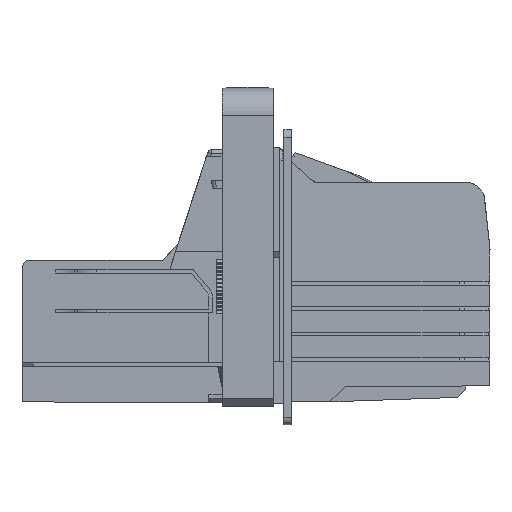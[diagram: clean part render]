
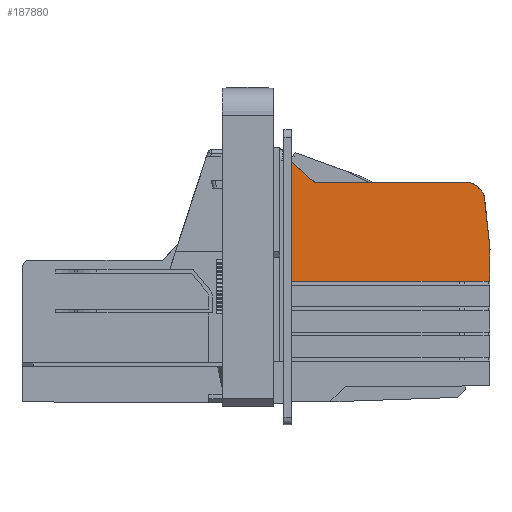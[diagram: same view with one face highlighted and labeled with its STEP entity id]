
A CAD part, left-side view. The second image highlights one B-rep face of the part: STEP entity #187880.
In plain terms, the highlighted face is planar.
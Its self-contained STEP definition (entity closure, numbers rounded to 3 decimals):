
#142000=CARTESIAN_POINT('',(84.67,59.247,
103.348));
#142010=VERTEX_POINT('',#142000);
#142040=CARTESIAN_POINT('',(84.058,49.092,
103.5));
#142050=DIRECTION('',(-0.06,-0.998,
0.015));
#142060=VECTOR('',#142050,1.);
#142070=LINE('',#142040,#142060);
#142080=CARTESIAN_POINT('',(84.915,63.307,
103.287));
#142090=VERTEX_POINT('',#142080);
#142100=EDGE_CURVE('',#142090,#142010,#142070,.T.);
#142120=CARTESIAN_POINT('',(84.058,49.092,
103.5));
#142130=DIRECTION('',(-0.06,-0.998,
0.015));
#142140=VECTOR('',#142130,1.);
#142150=LINE('',#142120,#142140);
#142160=CARTESIAN_POINT('',(85.16,67.366,
103.225));
#142170=VERTEX_POINT('',#142160);
#142180=EDGE_CURVE('',#142170,#142090,#142150,.T.);
#185740=CARTESIAN_POINT('',(86.021,48.955,
103.494));
#185750=DIRECTION('',(0.047,-0.999,
0.015));
#185760=VECTOR('',#185750,1.);
#185770=LINE('',#185740,#185760);
#185780=CARTESIAN_POINT('',(84.524,80.958,
103.028));
#185790=VERTEX_POINT('',#185780);
#185800=EDGE_CURVE('',#185790,#142170,#185770,.T.);
#187300=CARTESIAN_POINT('',(85.062,65.736,
103.25));
#187310=DIRECTION('',(0.004,0.015,
1.));
#187320=DIRECTION('',(0.06,0.998,
-0.015));
#187330=AXIS2_PLACEMENT_3D('',#187300,#187310,#187320);
#187340=PLANE('',#187330);
#187350=ORIENTED_EDGE('',*,*,#142180,.F.);
#187360=ORIENTED_EDGE('',*,*,#142100,.F.);
#187370=CARTESIAN_POINT('',(69.557,60.159,
103.4));
#187380=DIRECTION('',(-0.998,0.06,
0.003));
#187390=VECTOR('',#187380,1.);
#187400=LINE('',#187370,#187390);
#187410=CARTESIAN_POINT('',(33.863,62.311,
103.525));
#187420=VERTEX_POINT('',#187410);
#187430=EDGE_CURVE('',#142010,#187420,#187400,.T.);
#187440=ORIENTED_EDGE('',*,*,#187430,.F.);
#187450=CARTESIAN_POINT('',(33.28,52.643,
103.671));
#187460=DIRECTION('',(0.06,0.998,
-0.015));
#187470=VECTOR('',#187460,1.);
#187480=LINE('',#187450,#187470);
#187490=CARTESIAN_POINT('',(35.709,92.932,
103.065));
#187500=VERTEX_POINT('',#187490);
#187510=EDGE_CURVE('',#187420,#187500,#187480,.T.);
#187520=ORIENTED_EDGE('',*,*,#187510,.F.);
#187530=CARTESIAN_POINT('',(69.455,58.699,
103.422));
#187540=DIRECTION('',(-0.702,0.712,
-0.007));
#187550=VECTOR('',#187540,1.);
#187560=LINE('',#187530,#187550);
#187570=CARTESIAN_POINT('',(41.085,87.479,
103.122));
#187580=VERTEX_POINT('',#187570);
#187590=EDGE_CURVE('',#187580,#187500,#187560,.T.);
#187600=ORIENTED_EDGE('',*,*,#187590,.T.);
#187610=CARTESIAN_POINT('',(41.797,88.181,
103.108));
#187620=DIRECTION('',(0.004,0.015,
1.));
#187630=DIRECTION('',(0.285,0.958,
-0.015));
#187640=AXIS2_PLACEMENT_3D('',#187610,#187620,#187630);
#187650=ELLIPSE('',#187640,1.,1.);
#187660=CARTESIAN_POINT('',(41.737,87.182,
103.123));
#187670=VERTEX_POINT('',#187660);
#187680=EDGE_CURVE('',#187580,#187670,#187650,.T.);
#187690=ORIENTED_EDGE('',*,*,#187680,.F.);
#187700=CARTESIAN_POINT('',(71.322,85.398,
103.02));
#187710=DIRECTION('',(0.998,-0.06,
-0.003));
#187720=VECTOR('',#187710,1.);
#187730=LINE('',#187700,#187720);
#187740=CARTESIAN_POINT('',(81.068,84.811,
102.986));
#187750=VERTEX_POINT('',#187740);
#187760=EDGE_CURVE('',#187670,#187750,#187730,.T.);
#187770=ORIENTED_EDGE('',*,*,#187760,.F.);
#187780=CARTESIAN_POINT('',(79.226,79.681,
103.07));
#187790=DIRECTION('',(0.004,0.015,
1.));
#187800=DIRECTION('',(0.285,0.958,
-0.015));
#187810=AXIS2_PLACEMENT_3D('',#187780,#187790,#187800);
#187820=ELLIPSE('',#187810,5.451,5.45);
#187830=EDGE_CURVE('',#185790,#187750,#187820,.T.);
#187840=ORIENTED_EDGE('',*,*,#187830,.T.);
#187850=ORIENTED_EDGE('',*,*,#185800,.F.);
#187860=EDGE_LOOP('',(#187850,#187840,#187770,#187690,#187600,#187520,
#187440,#187360,#187350));
#187870=FACE_OUTER_BOUND('',#187860,.T.);
#187880=ADVANCED_FACE('',(#187870),#187340,.T.);
